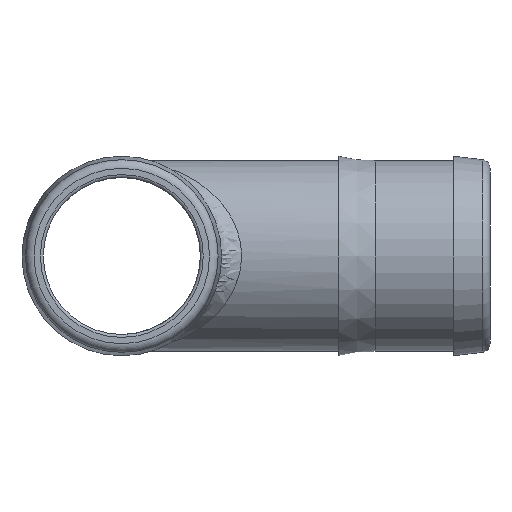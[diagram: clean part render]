
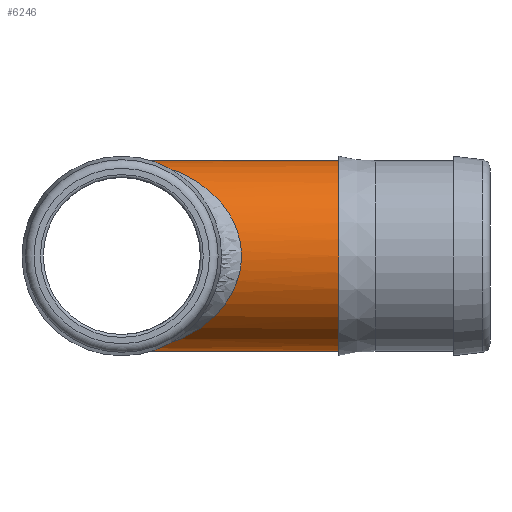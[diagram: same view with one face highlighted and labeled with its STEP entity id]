
A CAD part, left-side view. The second image highlights one B-rep face of the part: STEP entity #6246.
In plain terms, the highlighted cylindrical face has radius 25.019 mm (diameter 50.038 mm), a full revolution.
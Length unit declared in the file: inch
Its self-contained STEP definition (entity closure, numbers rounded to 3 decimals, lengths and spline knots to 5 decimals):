
#30=ELLIPSE('',#6558,1.5797,0.985);
#31=ELLIPSE('',#6559,1.5797,0.985);
#122=CIRCLE('',#6561,0.985);
#346=FACE_BOUND('',#1191,.T.);
#399=CYLINDRICAL_SURFACE('',#6560,0.985);
#775=FACE_OUTER_BOUND('',#1190,.T.);
#1190=EDGE_LOOP('',(#5725,#5726));
#1191=EDGE_LOOP('',(#5727));
#2743=VERTEX_POINT('',#16168);
#2744=VERTEX_POINT('',#16169);
#3019=VERTEX_POINT('',#31074);
#3926=EDGE_CURVE('',#2744,#2743,#30,.T.);
#3927=EDGE_CURVE('',#2743,#2744,#31,.T.);
#3928=EDGE_CURVE('',#3019,#3019,#122,.T.);
#5725=ORIENTED_EDGE('',*,*,#3927,.F.);
#5726=ORIENTED_EDGE('',*,*,#3926,.F.);
#5727=ORIENTED_EDGE('',*,*,#3928,.F.);
#6246=ADVANCED_FACE('',(#775,#346),#399,.T.);
#6558=AXIS2_PLACEMENT_3D('',#30993,#7572,#7573);
#6559=AXIS2_PLACEMENT_3D('',#31072,#7574,#7575);
#6560=AXIS2_PLACEMENT_3D('',#31073,#7576,#7577);
#6561=AXIS2_PLACEMENT_3D('',#31075,#7578,#7579);
#7572=DIRECTION('center_axis',(0.782,0.624,0.));
#7573=DIRECTION('ref_axis',(0.624,-0.782,0.));
#7574=DIRECTION('center_axis',(-0.782,0.624,0.));
#7575=DIRECTION('ref_axis',(-0.624,-0.782,0.));
#7576=DIRECTION('center_axis',(0.,-1.,0.));
#7577=DIRECTION('ref_axis',(1.,0.,0.));
#7578=DIRECTION('center_axis',(0.,-1.,0.));
#7579=DIRECTION('ref_axis',(1.,0.,0.));
#16168=CARTESIAN_POINT('',(0.,0.,-0.985));
#16169=CARTESIAN_POINT('',(0.,0.,0.985));
#30993=CARTESIAN_POINT('Origin',(0.,0.,0.));
#31072=CARTESIAN_POINT('Origin',(0.,0.,0.));
#31073=CARTESIAN_POINT('Origin',(0.,-1.12,0.));
#31074=CARTESIAN_POINT('',(0.985,-2.24,0.));
#31075=CARTESIAN_POINT('Origin',(0.,-2.24,0.));
